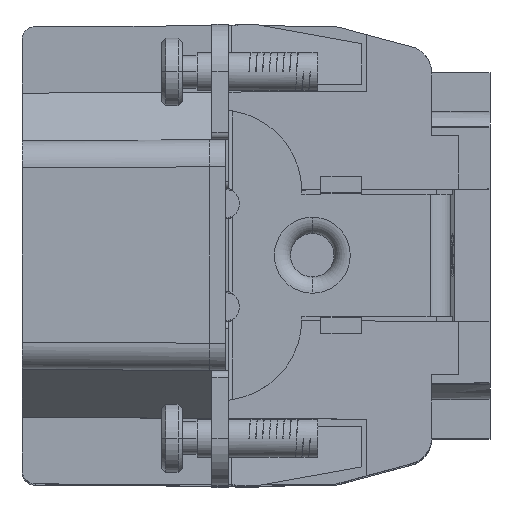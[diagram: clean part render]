
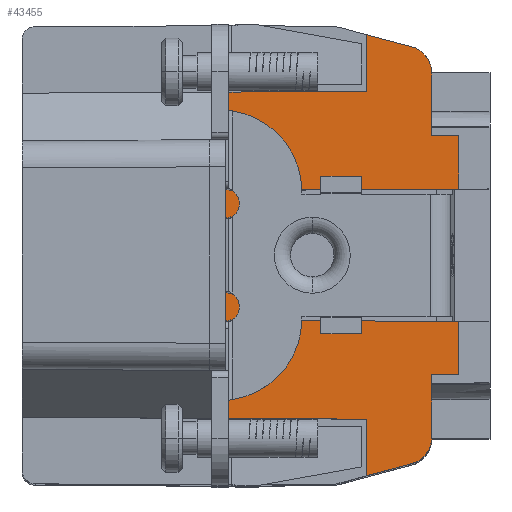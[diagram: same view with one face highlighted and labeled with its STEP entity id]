
A CAD part, top view. The second image highlights one B-rep face of the part: STEP entity #43455.
In plain terms, the highlighted planar face has unit normal (0.005, 0, 1).
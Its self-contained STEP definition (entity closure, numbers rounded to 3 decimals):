
#2504=DIRECTION('',(1.,0.003,-0.005));
#2505=VECTOR('',#2504,1.3);
#2506=CARTESIAN_POINT('',(12.7,-4.104,31.907));
#2507=LINE('',#2506,#2505);
#2871=DIRECTION('',(0.,-1.,0.));
#2872=VECTOR('',#2871,7.923);
#2873=CARTESIAN_POINT('',(14.,12.023,31.9));
#2874=LINE('',#2873,#2872);
#3434=DIRECTION('',(0.,-1.,0.));
#3435=VECTOR('',#3434,7.923);
#3436=CARTESIAN_POINT('',(14.,-4.1,31.9));
#3437=LINE('',#3436,#3435);
#6464=DIRECTION('',(-1.,0.005,0.005));
#6465=VECTOR('',#6464,11.4);
#6466=CARTESIAN_POINT('',(25.4,-12.083,31.84));
#6467=LINE('',#6466,#6465);
#6468=DIRECTION('',(0.,1.,0.));
#6469=VECTOR('',#6468,8.209);
#6470=CARTESIAN_POINT('',(12.7,-4.104,31.907));
#6471=LINE('',#6470,#6469);
#6472=CARTESIAN_POINT('',(12.7,4.104,31.907));
#6473=CARTESIAN_POINT('',(13.133,4.102,31.905));
#6474=CARTESIAN_POINT('',(13.567,4.103,31.902));
#6475=CARTESIAN_POINT('',(14.,4.1,31.9));
#6477=DIRECTION('',(1.,0.005,-0.005));
#6478=VECTOR('',#6477,11.4);
#6479=CARTESIAN_POINT('',(14.,12.023,31.9));
#6480=LINE('',#6479,#6478);
#6481=DIRECTION('',(0.,1.,0.));
#6482=VECTOR('',#6481,4.174);
#6483=CARTESIAN_POINT('',(25.4,12.083,31.84));
#6484=LINE('',#6483,#6482);
#6485=DIRECTION('',(0.966,-0.259,-0.005));
#6486=VECTOR('',#6485,3.435);
#6487=CARTESIAN_POINT('',(25.4,16.257,31.84));
#6488=LINE('',#6487,#6486);
#6489=DIRECTION('',(1.,0.,-0.005));
#6490=VECTOR('',#6489,2.);
#6491=CARTESIAN_POINT('',(30.2,8.8,31.815));
#6492=LINE('',#6491,#6490);
#6493=DIRECTION('',(0.,-1.,0.));
#6494=VECTOR('',#6493,9.594);
#6495=CARTESIAN_POINT('',(16.4,4.797,31.887));
#6496=LINE('',#6495,#6494);
#6497=DIRECTION('',(-0.966,-0.259,0.005));
#6498=VECTOR('',#6497,3.435);
#6499=CARTESIAN_POINT('',(28.718,-15.368,31.823));
#6500=LINE('',#6499,#6498);
#6501=DIRECTION('',(0.,1.,0.));
#6502=VECTOR('',#6501,4.174);
#6503=CARTESIAN_POINT('',(25.4,-16.257,31.84));
#6504=LINE('',#6503,#6502);
#12392=DIRECTION('',(1.,0.005,-0.005));
#12393=VECTOR('',#12392,15.8);
#12394=CARTESIAN_POINT('',(16.4,4.797,31.887));
#12395=LINE('',#12394,#12393);
#12396=DIRECTION('',(0.,1.,0.));
#12397=VECTOR('',#12396,4.636);
#12398=CARTESIAN_POINT('',(30.2,8.8,31.815));
#12399=LINE('',#12398,#12397);
#15076=CARTESIAN_POINT('',(30.2,13.436,31.815));
#15077=CARTESIAN_POINT('',(30.2,13.692,31.815));
#15078=CARTESIAN_POINT('',(30.109,14.134,31.816));
#15079=CARTESIAN_POINT('',(29.811,14.672,31.817));
#15080=CARTESIAN_POINT('',(29.368,15.099,31.82));
#15081=CARTESIAN_POINT('',(28.965,15.302,31.822));
#15082=CARTESIAN_POINT('',(28.718,15.368,31.823));
#15136=DIRECTION('',(0.,1.,0.));
#15137=VECTOR('',#15136,3.92);
#15138=CARTESIAN_POINT('',(32.2,4.88,31.805));
#15139=LINE('',#15138,#15137);
#15164=DIRECTION('',(-1.,0.005,0.005));
#15165=VECTOR('',#15164,15.8);
#15166=CARTESIAN_POINT('',(32.2,-4.88,31.805));
#15167=LINE('',#15166,#15165);
#16641=CARTESIAN_POINT('',(28.718,-15.368,
31.823));
#16642=CARTESIAN_POINT('',(28.965,-15.302,
31.822));
#16643=CARTESIAN_POINT('',(29.368,-15.099,
31.82));
#16644=CARTESIAN_POINT('',(29.811,-14.672,
31.817));
#16645=CARTESIAN_POINT('',(30.109,-14.134,
31.816));
#16646=CARTESIAN_POINT('',(30.2,-13.692,31.815));
#16647=CARTESIAN_POINT('',(30.2,-13.436,31.815));
#16653=DIRECTION('',(0.,1.,0.));
#16654=VECTOR('',#16653,4.636);
#16655=CARTESIAN_POINT('',(30.2,-13.436,31.815));
#16656=LINE('',#16655,#16654);
#16661=DIRECTION('',(1.,0.,-0.005));
#16662=VECTOR('',#16661,2.);
#16663=CARTESIAN_POINT('',(30.2,-8.8,31.815));
#16664=LINE('',#16663,#16662);
#16681=DIRECTION('',(0.,1.,0.));
#16682=VECTOR('',#16681,3.92);
#16683=CARTESIAN_POINT('',(32.2,-8.8,31.805));
#16684=LINE('',#16683,#16682);
#31336=CARTESIAN_POINT('',(30.2,-13.436,31.815));
#31337=VERTEX_POINT('',#31336);
#31338=CARTESIAN_POINT('',(28.718,-15.368,
31.823));
#31339=VERTEX_POINT('',#31338);
#31344=CARTESIAN_POINT('',(30.2,-8.8,31.815));
#31345=VERTEX_POINT('',#31344);
#31350=CARTESIAN_POINT('',(32.2,-4.88,31.805));
#31351=VERTEX_POINT('',#31350);
#31352=CARTESIAN_POINT('',(16.4,-4.797,31.887));
#31353=VERTEX_POINT('',#31352);
#31358=CARTESIAN_POINT('',(32.2,-8.8,31.805));
#31359=VERTEX_POINT('',#31358);
#31360=CARTESIAN_POINT('',(25.4,-12.083,31.84));
#31361=CARTESIAN_POINT('',(14.,-12.023,
31.9));
#31362=VERTEX_POINT('',#31360);
#31363=VERTEX_POINT('',#31361);
#31364=CARTESIAN_POINT('',(14.,-4.1,
31.9));
#31365=VERTEX_POINT('',#31364);
#31366=CARTESIAN_POINT('',(12.7,-4.104,31.907));
#31367=VERTEX_POINT('',#31366);
#31368=CARTESIAN_POINT('',(12.7,4.104,31.907));
#31369=VERTEX_POINT('',#31368);
#31370=VERTEX_POINT('',#6475);
#31371=CARTESIAN_POINT('',(14.,12.023,31.9));
#31372=VERTEX_POINT('',#31371);
#31373=CARTESIAN_POINT('',(25.4,12.083,31.84));
#31374=VERTEX_POINT('',#31373);
#31375=CARTESIAN_POINT('',(25.4,16.257,31.84));
#31376=VERTEX_POINT('',#31375);
#31377=CARTESIAN_POINT('',(28.718,15.368,31.823));
#31378=VERTEX_POINT('',#31377);
#31379=VERTEX_POINT('',#15076);
#31380=CARTESIAN_POINT('',(30.2,8.8,31.815));
#31381=VERTEX_POINT('',#31380);
#31382=CARTESIAN_POINT('',(32.2,8.8,31.805));
#31383=VERTEX_POINT('',#31382);
#31384=CARTESIAN_POINT('',(32.2,4.88,31.805));
#31385=VERTEX_POINT('',#31384);
#31386=CARTESIAN_POINT('',(16.4,4.797,31.887));
#31387=VERTEX_POINT('',#31386);
#31388=CARTESIAN_POINT('',(25.4,-16.257,31.84));
#31389=VERTEX_POINT('',#31388);
#43409=CARTESIAN_POINT('',(14.,17.459,31.9));
#43410=DIRECTION('',(-0.005,0.,-1.));
#43411=DIRECTION('',(0.,-1.,0.));
#43412=AXIS2_PLACEMENT_3D('',#43409,#43410,#43411);
#43413=PLANE('',#43412);
#43414=ORIENTED_EDGE('',*,*,#43334,.T.);
#43415=ORIENTED_EDGE('',*,*,#38886,.F.);
#43416=ORIENTED_EDGE('',*,*,#37690,.F.);
#43418=ORIENTED_EDGE('',*,*,#43417,.T.);
#43419=ORIENTED_EDGE('',*,*,#37744,.T.);
#43420=ORIENTED_EDGE('',*,*,#38062,.F.);
#43422=ORIENTED_EDGE('',*,*,#43421,.T.);
#43424=ORIENTED_EDGE('',*,*,#43423,.T.);
#43426=ORIENTED_EDGE('',*,*,#43425,.T.);
#43428=ORIENTED_EDGE('',*,*,#43427,.F.);
#43430=ORIENTED_EDGE('',*,*,#43429,.F.);
#43432=ORIENTED_EDGE('',*,*,#43431,.T.);
#43434=ORIENTED_EDGE('',*,*,#43433,.F.);
#43436=ORIENTED_EDGE('',*,*,#43435,.F.);
#43438=ORIENTED_EDGE('',*,*,#43437,.T.);
#43440=ORIENTED_EDGE('',*,*,#43439,.F.);
#43442=ORIENTED_EDGE('',*,*,#43441,.F.);
#43444=ORIENTED_EDGE('',*,*,#43443,.F.);
#43446=ORIENTED_EDGE('',*,*,#43445,.F.);
#43448=ORIENTED_EDGE('',*,*,#43447,.F.);
#43450=ORIENTED_EDGE('',*,*,#43449,.T.);
#43452=ORIENTED_EDGE('',*,*,#43451,.T.);
#43453=EDGE_LOOP('',(#43414,#43415,#43416,#43418,#43419,#43420,#43422,#43424,
#43426,#43428,#43430,#43432,#43434,#43436,#43438,#43440,#43442,#43444,#43446,
#43448,#43450,#43452));
#43454=FACE_OUTER_BOUND('',#43453,.F.);
#43455=ADVANCED_FACE('',(#43454),#43413,.F.);
#6476=B_SPLINE_CURVE_WITH_KNOTS('',3,(#6472,#6473,#6474,#6475),.UNSPECIFIED.,
.F.,.F.,(4,4),(0.,1.),.UNSPECIFIED.);
#15083=B_SPLINE_CURVE_WITH_KNOTS('',3,(#15076,#15077,#15078,#15079,#15080,
#15081,#15082),.UNSPECIFIED.,.F.,.F.,(4,1,1,1,4),(0.,0.25,0.5,0.75,
1.),.UNSPECIFIED.);
#16648=B_SPLINE_CURVE_WITH_KNOTS('',3,(#16641,#16642,#16643,#16644,#16645,
#16646,#16647),.UNSPECIFIED.,.F.,.F.,(4,1,1,1,4),(0.,0.25,0.5,0.75,
1.),.UNSPECIFIED.);
#37690=EDGE_CURVE('',#31367,#31365,#2507,.T.);
#37744=EDGE_CURVE('',#31369,#31370,#6476,.T.);
#38062=EDGE_CURVE('',#31372,#31370,#2874,.T.);
#38886=EDGE_CURVE('',#31365,#31363,#3437,.T.);
#43334=EDGE_CURVE('',#31362,#31363,#6467,.T.);
#43417=EDGE_CURVE('',#31367,#31369,#6471,.T.);
#43421=EDGE_CURVE('',#31372,#31374,#6480,.T.);
#43423=EDGE_CURVE('',#31374,#31376,#6484,.T.);
#43425=EDGE_CURVE('',#31376,#31378,#6488,.T.);
#43427=EDGE_CURVE('',#31379,#31378,#15083,.T.);
#43429=EDGE_CURVE('',#31381,#31379,#12399,.T.);
#43431=EDGE_CURVE('',#31381,#31383,#6492,.T.);
#43433=EDGE_CURVE('',#31385,#31383,#15139,.T.);
#43435=EDGE_CURVE('',#31387,#31385,#12395,.T.);
#43437=EDGE_CURVE('',#31387,#31353,#6496,.T.);
#43439=EDGE_CURVE('',#31351,#31353,#15167,.T.);
#43441=EDGE_CURVE('',#31359,#31351,#16684,.T.);
#43443=EDGE_CURVE('',#31345,#31359,#16664,.T.);
#43445=EDGE_CURVE('',#31337,#31345,#16656,.T.);
#43447=EDGE_CURVE('',#31339,#31337,#16648,.T.);
#43449=EDGE_CURVE('',#31339,#31389,#6500,.T.);
#43451=EDGE_CURVE('',#31389,#31362,#6504,.T.);
